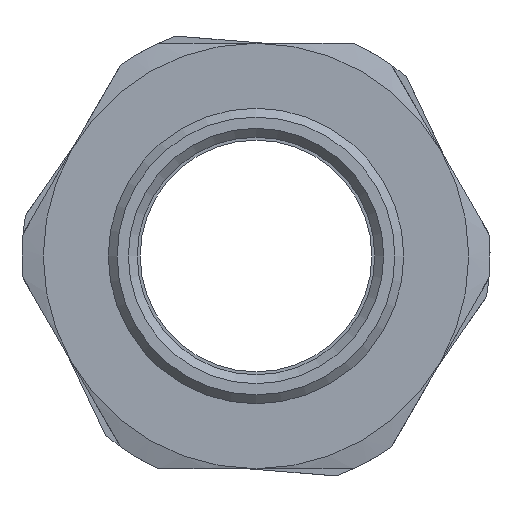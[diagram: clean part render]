
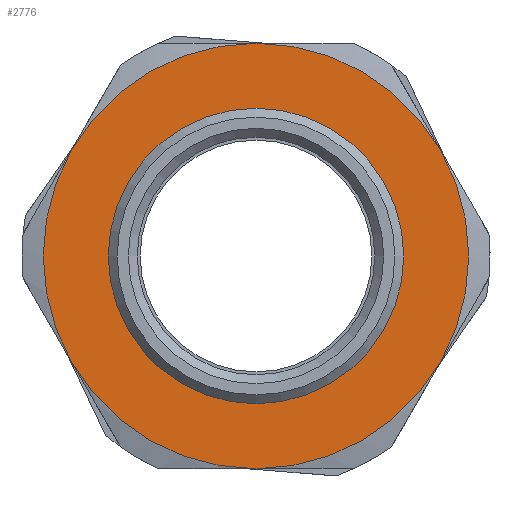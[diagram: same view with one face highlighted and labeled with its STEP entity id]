
A CAD part, left-side view. The second image highlights one B-rep face of the part: STEP entity #2776.
In plain terms, the highlighted planar face has unit normal (-1, 0, 0).
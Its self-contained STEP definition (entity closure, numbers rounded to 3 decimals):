
#10 = FACE_BOUND ( 'NONE', #2654, .T. ) ;
#13 = AXIS2_PLACEMENT_3D ( 'NONE', #1292, #2657, #1313 ) ;
#48 = DIRECTION ( 'NONE',  ( 0., 0., -1. ) ) ;
#56 = AXIS2_PLACEMENT_3D ( 'NONE', #2072, #2512, #48 ) ;
#89 = DIRECTION ( 'NONE',  ( 1., 0., 0. ) ) ;
#173 = VERTEX_POINT ( 'NONE', #562 ) ;
#179 = ORIENTED_EDGE ( 'NONE', *, *, #571, .F. ) ;
#200 = CARTESIAN_POINT ( 'NONE',  ( 15.3, 0., 18. ) ) ;
#301 = DIRECTION ( 'NONE',  ( 1., 0., 0. ) ) ;
#312 = DIRECTION ( 'NONE',  ( 0., 0., -1. ) ) ;
#371 = CIRCLE ( 'NONE', #1388, 18. ) ;
#376 = AXIS2_PLACEMENT_3D ( 'NONE', #2357, #2113, #2336 ) ;
#441 = EDGE_CURVE ( 'NONE', #936, #1064, #1407, .T. ) ;
#446 = FACE_OUTER_BOUND ( 'NONE', #1699, .T. ) ;
#474 = ORIENTED_EDGE ( 'NONE', *, *, #2711, .F. ) ;
#518 = AXIS2_PLACEMENT_3D ( 'NONE', #2354, #301, #312 ) ;
#540 = ORIENTED_EDGE ( 'NONE', *, *, #2720, .T. ) ;
#562 = CARTESIAN_POINT ( 'NONE',  ( 15.3, 0., -12.5 ) ) ;
#571 = EDGE_CURVE ( 'NONE', #678, #2806, #1978, .T. ) ;
#678 = VERTEX_POINT ( 'NONE', #200 ) ;
#775 = CIRCLE ( 'NONE', #518, 18. ) ;
#936 = VERTEX_POINT ( 'NONE', #1303 ) ;
#944 = DIRECTION ( 'NONE',  ( 0., 0., -1. ) ) ;
#1017 = ORIENTED_EDGE ( 'NONE', *, *, #441, .F. ) ;
#1050 = DIRECTION ( 'NONE',  ( 1., 0., 0. ) ) ;
#1060 = ORIENTED_EDGE ( 'NONE', *, *, #2225, .F. ) ;
#1064 = VERTEX_POINT ( 'NONE', #2260 ) ;
#1161 = DIRECTION ( 'NONE',  ( 1., 0., 0. ) ) ;
#1179 = AXIS2_PLACEMENT_3D ( 'NONE', #1838, #1161, #944 ) ;
#1292 = CARTESIAN_POINT ( 'NONE',  ( 15.3, 0., 0. ) ) ;
#1303 = CARTESIAN_POINT ( 'NONE',  ( 15.3, -15.588, -9. ) ) ;
#1313 = DIRECTION ( 'NONE',  ( 0., 0., -1. ) ) ;
#1326 = AXIS2_PLACEMENT_3D ( 'NONE', #1447, #89, #2095 ) ;
#1331 = CARTESIAN_POINT ( 'NONE',  ( 15.3, 15.588, -9. ) ) ;
#1388 = AXIS2_PLACEMENT_3D ( 'NONE', #2259, #2894, #2924 ) ;
#1407 = CIRCLE ( 'NONE', #376, 18. ) ;
#1416 = ORIENTED_EDGE ( 'NONE', *, *, #2069, .T. ) ;
#1422 = ORIENTED_EDGE ( 'NONE', *, *, #2394, .F. ) ;
#1447 = CARTESIAN_POINT ( 'NONE',  ( 15.3, 12.5, 0. ) ) ;
#1699 = EDGE_LOOP ( 'NONE', ( #1060, #1017, #474, #179, #1416, #1422 ) ) ;
#1838 = CARTESIAN_POINT ( 'NONE',  ( 15.3, 0., 0. ) ) ;
#1892 = PLANE ( 'NONE',  #1326 ) ;
#1978 = CIRCLE ( 'NONE', #13, 18. ) ;
#2013 = VERTEX_POINT ( 'NONE', #1331 ) ;
#2069 = EDGE_CURVE ( 'NONE', #678, #2833, #371, .T. ) ;
#2072 = CARTESIAN_POINT ( 'NONE',  ( 15.3, 0., 0. ) ) ;
#2095 = DIRECTION ( 'NONE',  ( 0., 0., -1. ) ) ;
#2113 = DIRECTION ( 'NONE',  ( 1., 0., 0. ) ) ;
#2183 = CIRCLE ( 'NONE', #1179, 12.5 ) ;
#2225 = EDGE_CURVE ( 'NONE', #1064, #2013, #775, .T. ) ;
#2259 = CARTESIAN_POINT ( 'NONE',  ( 15.3, 0., 0. ) ) ;
#2260 = CARTESIAN_POINT ( 'NONE',  ( 15.3, 0., -18. ) ) ;
#2336 = DIRECTION ( 'NONE',  ( 0., 0., -1. ) ) ;
#2354 = CARTESIAN_POINT ( 'NONE',  ( 15.3, 0., 0. ) ) ;
#2357 = CARTESIAN_POINT ( 'NONE',  ( 15.3, 0., 0. ) ) ;
#2368 = CARTESIAN_POINT ( 'NONE',  ( 15.3, 15.588, 9. ) ) ;
#2394 = EDGE_CURVE ( 'NONE', #2013, #2833, #2502, .T. ) ;
#2502 = CIRCLE ( 'NONE', #2635, 18. ) ;
#2512 = DIRECTION ( 'NONE',  ( 1., 0., 0. ) ) ;
#2587 = CARTESIAN_POINT ( 'NONE',  ( 15.3, -15.588, 9. ) ) ;
#2632 = CIRCLE ( 'NONE', #56, 18. ) ;
#2635 = AXIS2_PLACEMENT_3D ( 'NONE', #2644, #1050, #2663 ) ;
#2644 = CARTESIAN_POINT ( 'NONE',  ( 15.3, 0., 0. ) ) ;
#2654 = EDGE_LOOP ( 'NONE', ( #540 ) ) ;
#2657 = DIRECTION ( 'NONE',  ( 1., 0., 0. ) ) ;
#2663 = DIRECTION ( 'NONE',  ( 0., 0., -1. ) ) ;
#2711 = EDGE_CURVE ( 'NONE', #2806, #936, #2632, .T. ) ;
#2720 = EDGE_CURVE ( 'NONE', #173, #173, #2183, .T. ) ;
#2776 = ADVANCED_FACE ( 'NONE', ( #10, #446 ), #1892, .F. ) ;
#2806 = VERTEX_POINT ( 'NONE', #2587 ) ;
#2833 = VERTEX_POINT ( 'NONE', #2368 ) ;
#2894 = DIRECTION ( 'NONE',  ( -1., 0., 0. ) ) ;
#2924 = DIRECTION ( 'NONE',  ( 0., 0., 1. ) ) ;
